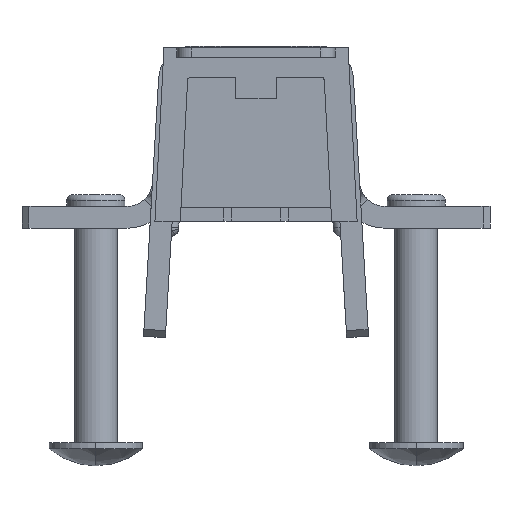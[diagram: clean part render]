
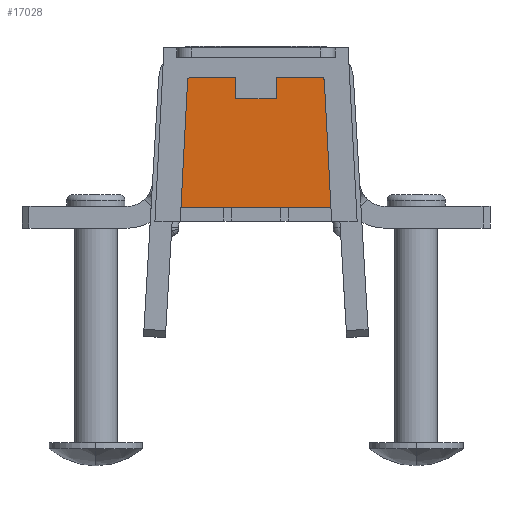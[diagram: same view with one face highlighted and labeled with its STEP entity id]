
A CAD part, front view. The second image highlights one B-rep face of the part: STEP entity #17028.
In plain terms, the highlighted planar face has unit normal (0, -1, -0.018).
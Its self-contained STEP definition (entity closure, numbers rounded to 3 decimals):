
#878 = VECTOR ( 'NONE', #2089, 1000. ) ;
#893 = LINE ( 'NONE', #24035, #894 ) ;
#894 = VECTOR ( 'NONE', #24036, 1000. ) ;
#904 = LINE ( 'NONE', #2084, #878 ) ;
#910 = LINE ( 'NONE', #2098, #911 ) ;
#911 = VECTOR ( 'NONE', #2099, 1000. ) ;
#917 = LINE ( 'NONE', #2113, #918 ) ;
#918 = VECTOR ( 'NONE', #2114, 1000. ) ;
#919 = LINE ( 'NONE', #2116, #920 ) ;
#920 = VECTOR ( 'NONE', #2117, 1000. ) ;
#921 = LINE ( 'NONE', #2118, #922 ) ;
#922 = VECTOR ( 'NONE', #2120, 1000. ) ;
#923 = LINE ( 'NONE', #2122, #924 ) ;
#924 = VECTOR ( 'NONE', #2123, 1000. ) ;
#925 = LINE ( 'NONE', #2124, #926 ) ;
#926 = VECTOR ( 'NONE', #2126, 1000. ) ;
#1477 = AXIS2_PLACEMENT_3D ( 'NONE', #3873, #3883, #3884 ) ;
#2084 = CARTESIAN_POINT ( 'NONE',  ( -4.462, -73.165, -35.116 ) ) ;
#2085 = CARTESIAN_POINT ( 'NONE',  ( 14.885, -73.647, -7.466 ) ) ;
#2089 = DIRECTION ( 'NONE',  ( 0., -0.017, 1. ) ) ;
#2092 = CARTESIAN_POINT ( 'NONE',  ( -14.585, -73.66, -6.744 ) ) ;
#2093 = CARTESIAN_POINT ( 'NONE',  ( -14.895, -73.655, -7.038 ) ) ;
#2094 = CARTESIAN_POINT ( 'NONE',  ( -14.918, -73.647, -7.466 ) ) ;
#2098 = CARTESIAN_POINT ( 'NONE',  ( -14.918, -73.647, -7.466 ) ) ;
#2099 = DIRECTION ( 'NONE',  ( -0.052, 0.017, -0.998 ) ) ;
#2105 = CARTESIAN_POINT ( 'NONE',  ( 14.862, -73.655, -7.038 ) ) ;
#2107 = CARTESIAN_POINT ( 'NONE',  ( 14.552, -73.66, -6.744 ) ) ;
#2108 = CARTESIAN_POINT ( 'NONE',  ( 14.124, -73.66, -6.744 ) ) ;
#2113 = CARTESIAN_POINT ( 'NONE',  ( 9.276, -73.66, -6.744 ) ) ;
#2114 = DIRECTION ( 'NONE',  ( -1., 0., 0. ) ) ;
#2116 = CARTESIAN_POINT ( 'NONE',  ( 16.334, -73.165, -35.116 ) ) ;
#2117 = DIRECTION ( 'NONE',  ( -0.052, -0.017, 0.998 ) ) ;
#2118 = CARTESIAN_POINT ( 'NONE',  ( -0.017, -73.577, -11.506 ) ) ;
#2120 = DIRECTION ( 'NONE',  ( -1., 0., 0. ) ) ;
#2122 = CARTESIAN_POINT ( 'NONE',  ( 4.428, -73.165, -35.116 ) ) ;
#2123 = DIRECTION ( 'NONE',  ( 0., 0.017, -1. ) ) ;
#2124 = CARTESIAN_POINT ( 'NONE',  ( -9.309, -73.66, -6.744 ) ) ;
#2126 = DIRECTION ( 'NONE',  ( -1., 0., 0. ) ) ;
#3873 = CARTESIAN_POINT ( 'NONE',  ( 16.53, -73.165, -35.116 ) ) ;
#3874 = PLANE ( 'NONE',  #1477 ) ;
#3883 = DIRECTION ( 'NONE',  ( 0., -1., -0.017 ) ) ;
#3884 = DIRECTION ( 'NONE',  ( 0., -0.017, 1. ) ) ;
#4730 = CARTESIAN_POINT ( 'NONE',  ( -16.367, -73.165, -35.116 ) ) ;
#4733 = CARTESIAN_POINT ( 'NONE',  ( -14.157, -73.66, -6.744 ) ) ;
#4735 = CARTESIAN_POINT ( 'NONE',  ( -14.918, -73.647, -7.466 ) ) ;
#4738 = CARTESIAN_POINT ( 'NONE',  ( 14.885, -73.647, -7.466 ) ) ;
#4739 = CARTESIAN_POINT ( 'NONE',  ( 14.124, -73.66, -6.744 ) ) ;
#4742 = CARTESIAN_POINT ( 'NONE',  ( 4.428, -73.66, -6.744 ) ) ;
#4743 = CARTESIAN_POINT ( 'NONE',  ( 4.428, -73.577, -11.506 ) ) ;
#4754 = CARTESIAN_POINT ( 'NONE',  ( -4.462, -73.66, -6.744 ) ) ;
#4763 = CARTESIAN_POINT ( 'NONE',  ( -4.462, -73.577, -11.506 ) ) ;
#4972 = FACE_OUTER_BOUND ( 'NONE', #14008, .T. ) ;
#6936 = CARTESIAN_POINT ( 'NONE',  ( 16.334, -73.165, -35.116 ) ) ;
#14008 = EDGE_LOOP ( 'NONE', ( #26534, #26535, #26536, #26537, #26538, #26539, #26540, #26541, #26542, #26543 ) ) ;
#15863 = EDGE_CURVE ( 'NONE', #21613, #22190, #893, .T. ) ;
#15871 = EDGE_CURVE ( 'NONE', #21667, #21651, #904, .T. ) ;
#15873 = EDGE_CURVE ( 'NONE', #21618, #21622, #24655, .T. ) ;
#15875 = EDGE_CURVE ( 'NONE', #21622, #21613, #910, .T. ) ;
#15877 = EDGE_CURVE ( 'NONE', #21628, #21630, #24650, .T. ) ;
#15879 = EDGE_CURVE ( 'NONE', #21630, #21635, #917, .T. ) ;
#15880 = EDGE_CURVE ( 'NONE', #22190, #21628, #919, .T. ) ;
#15881 = EDGE_CURVE ( 'NONE', #21636, #21667, #921, .T. ) ;
#15882 = EDGE_CURVE ( 'NONE', #21635, #21636, #923, .T. ) ;
#15883 = EDGE_CURVE ( 'NONE', #21651, #21618, #925, .T. ) ;
#17028 = ADVANCED_FACE ( 'NONE', ( #4972 ), #3874, .T. ) ;
#21613 = VERTEX_POINT ( 'NONE', #4730 ) ;
#21618 = VERTEX_POINT ( 'NONE', #4733 ) ;
#21622 = VERTEX_POINT ( 'NONE', #4735 ) ;
#21628 = VERTEX_POINT ( 'NONE', #4738 ) ;
#21630 = VERTEX_POINT ( 'NONE', #4739 ) ;
#21635 = VERTEX_POINT ( 'NONE', #4742 ) ;
#21636 = VERTEX_POINT ( 'NONE', #4743 ) ;
#21651 = VERTEX_POINT ( 'NONE', #4754 ) ;
#21667 = VERTEX_POINT ( 'NONE', #4763 ) ;
#22190 = VERTEX_POINT ( 'NONE', #6936 ) ;
#23983 = CARTESIAN_POINT ( 'NONE',  ( -14.157, -73.66, -6.744 ) ) ;
#24035 = CARTESIAN_POINT ( 'NONE',  ( -0.017, -73.165, -35.116 ) ) ;
#24036 = DIRECTION ( 'NONE',  ( 1., 0., 0. ) ) ;
#24650 =( BOUNDED_CURVE ( )  B_SPLINE_CURVE ( 3, ( #2085, #2105, #2107, #2108 ),
 .UNSPECIFIED., .F., .T. ) 
 B_SPLINE_CURVE_WITH_KNOTS ( ( 4, 4 ),
 ( 1.623, 3.142 ),
 .UNSPECIFIED. ) 
 CURVE ( )  GEOMETRIC_REPRESENTATION_ITEM ( )  RATIONAL_B_SPLINE_CURVE ( ( 1., 0.817, 0.817, 1. ) ) 
 REPRESENTATION_ITEM ( '' )  );
#24655 =( BOUNDED_CURVE ( )  B_SPLINE_CURVE ( 3, ( #23983, #2092, #2093, #2094 ),
 .UNSPECIFIED., .F., .T. ) 
 B_SPLINE_CURVE_WITH_KNOTS ( ( 4, 4 ),
 ( 3.142, 4.66 ),
 .UNSPECIFIED. ) 
 CURVE ( )  GEOMETRIC_REPRESENTATION_ITEM ( )  RATIONAL_B_SPLINE_CURVE ( ( 1., 0.817, 0.817, 1. ) ) 
 REPRESENTATION_ITEM ( '' )  );
#26534 = ORIENTED_EDGE ( 'NONE', *, *, #15873, .T. ) ;
#26535 = ORIENTED_EDGE ( 'NONE', *, *, #15875, .T. ) ;
#26536 = ORIENTED_EDGE ( 'NONE', *, *, #15863, .T. ) ;
#26537 = ORIENTED_EDGE ( 'NONE', *, *, #15880, .T. ) ;
#26538 = ORIENTED_EDGE ( 'NONE', *, *, #15877, .T. ) ;
#26539 = ORIENTED_EDGE ( 'NONE', *, *, #15879, .T. ) ;
#26540 = ORIENTED_EDGE ( 'NONE', *, *, #15882, .T. ) ;
#26541 = ORIENTED_EDGE ( 'NONE', *, *, #15881, .T. ) ;
#26542 = ORIENTED_EDGE ( 'NONE', *, *, #15871, .T. ) ;
#26543 = ORIENTED_EDGE ( 'NONE', *, *, #15883, .T. ) ;
